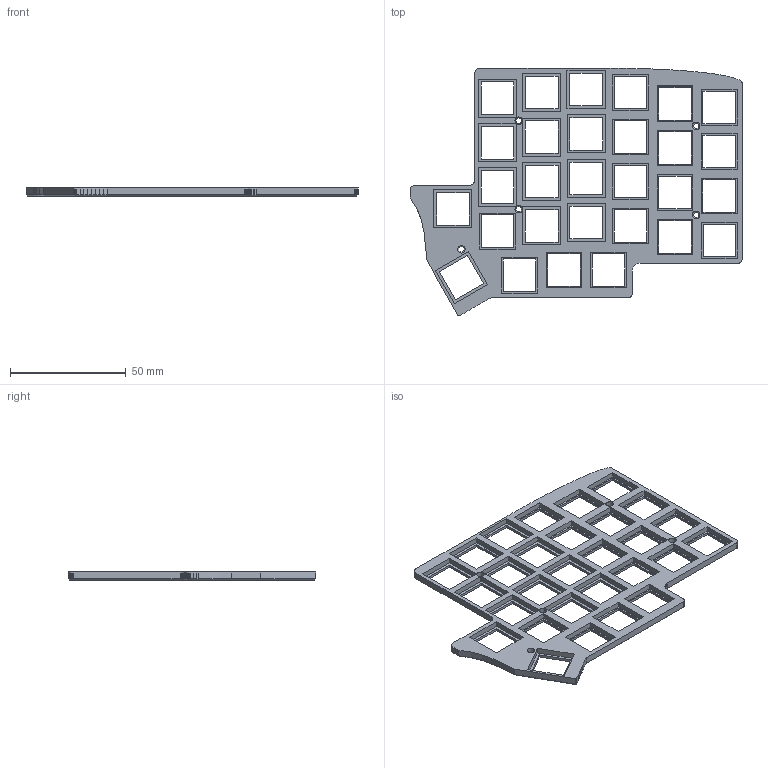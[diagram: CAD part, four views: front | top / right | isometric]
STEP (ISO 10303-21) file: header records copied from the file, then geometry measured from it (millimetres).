
FILE_DESCRIPTION (( 'STEP AP214' ), '1' );
FILE_NAME ('allium58CAD_TopPlate.STEP', '2024-05-21T19:15:53', ( '' ), ( '' ), 'SwSTEP 2.0', 'SolidWorks 2022', '' );
FILE_SCHEMA (( 'AUTOMOTIVE_DESIGN' ));
Length unit declared in the file: millimetre
Products named in the file (1): allium58CAD_TopPlate
Bounding box: 143.23 x 106.87 x 3.5 mm (x, y, z)
Volume: 16981 mm3; surface area: 19774.5 mm2
Topology: 1 solids, 1 shells, 506 faces, 1310 edges, 835 vertices
Faces by surface type: plane 473, cylinder 21, cone 8, bspline 4
Entity records: 15361 total; most frequent: CARTESIAN_POINT 2873, ORIENTED_EDGE 2620, DIRECTION 2353, EDGE_CURVE 1310, LINE 1255, VECTOR 1255, VERTEX_POINT 835, EDGE_LOOP 603
